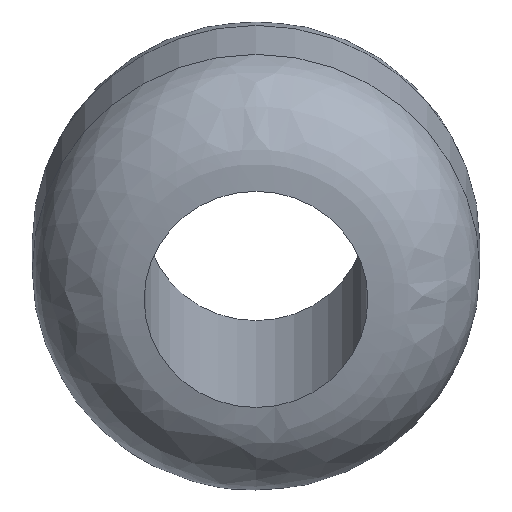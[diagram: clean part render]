
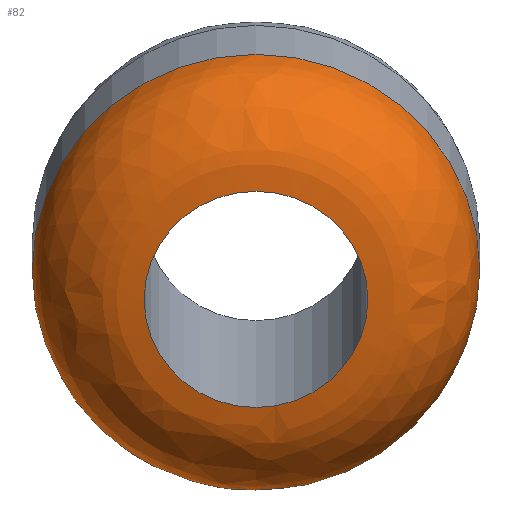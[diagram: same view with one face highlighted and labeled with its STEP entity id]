
A CAD part, left-side view. The second image highlights one B-rep face of the part: STEP entity #82.
In plain terms, the highlighted free-form (B-spline) face has degree [2, 2] with [3, 9] control points.
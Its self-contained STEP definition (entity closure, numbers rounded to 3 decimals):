
#23=FACE_OUTER_BOUND('',#27,.T.);
#27=EDGE_LOOP('',(#68,#69,#70,#71,#72));
#34=CIRCLE('',#104,2.);
#35=CIRCLE('',#105,2.);
#36=CIRCLE('',#106,1.);
#37=CIRCLE('',#107,1.);
#42=VERTEX_POINT('',#173);
#43=VERTEX_POINT('',#175);
#44=VERTEX_POINT('',#205);
#51=EDGE_CURVE('',#43,#42,#34,.T.);
#52=EDGE_CURVE('',#42,#43,#35,.T.);
#53=EDGE_CURVE('',#43,#44,#36,.T.);
#54=EDGE_CURVE('',#44,#44,#37,.T.);
#68=ORIENTED_EDGE('',*,*,#51,.T.);
#69=ORIENTED_EDGE('',*,*,#52,.T.);
#70=ORIENTED_EDGE('',*,*,#53,.T.);
#71=ORIENTED_EDGE('',*,*,#54,.T.);
#72=ORIENTED_EDGE('',*,*,#53,.F.);
#79=(
BOUNDED_SURFACE()
B_SPLINE_SURFACE(2,2,((#178,#179,#180,#181,#182,#183,#184,#185,#186),(#187,
#188,#189,#190,#191,#192,#193,#194,#195),(#196,#197,#198,#199,#200,#201,
#202,#203,#204)),.UNSPECIFIED.,.F.,.T.,.F.)
B_SPLINE_SURFACE_WITH_KNOTS((3,3),(3,2,2,2,3),(0.,1.571),
(-3.142,-1.571,0.,1.571,3.142),
 .UNSPECIFIED.)
GEOMETRIC_REPRESENTATION_ITEM()
RATIONAL_B_SPLINE_SURFACE(((1.,0.707,1.,0.707,1.,
0.707,1.,0.707,1.),(0.707,0.5,
0.707,0.5,0.707,0.5,
0.707,0.5,0.707),(1.,0.707,
1.,0.707,1.,0.707,1.,0.707,1.)))
REPRESENTATION_ITEM('')
SURFACE()
);
#82=ADVANCED_FACE('',(#23),#79,.F.);
#104=AXIS2_PLACEMENT_3D('',#176,#124,#125);
#105=AXIS2_PLACEMENT_3D('',#177,#126,#127);
#106=AXIS2_PLACEMENT_3D('',#206,#128,#129);
#107=AXIS2_PLACEMENT_3D('',#207,#130,#131);
#124=DIRECTION('center_axis',(-0.966,0.,-0.259));
#125=DIRECTION('ref_axis',(0.,-1.,0.));
#126=DIRECTION('center_axis',(-0.966,0.,-0.259));
#127=DIRECTION('ref_axis',(0.,-1.,0.));
#128=DIRECTION('center_axis',(0.,1.,0.));
#129=DIRECTION('ref_axis',(0.259,0.,-0.966));
#130=DIRECTION('center_axis',(0.966,0.,0.259));
#131=DIRECTION('ref_axis',(-0.259,0.,0.966));
#173=CARTESIAN_POINT('',(7.757,3.727,0.555));
#175=CARTESIAN_POINT('',(8.275,1.727,-1.377));
#176=CARTESIAN_POINT('Origin',(7.757,1.727,0.555));
#177=CARTESIAN_POINT('Origin',(7.757,1.727,0.555));
#178=CARTESIAN_POINT('Ctrl Pts',(8.275,1.727,-1.377));
#179=CARTESIAN_POINT('Ctrl Pts',(8.275,-0.273,-1.377));
#180=CARTESIAN_POINT('Ctrl Pts',(7.757,-0.273,0.555));
#181=CARTESIAN_POINT('Ctrl Pts',(7.24,-0.273,2.487));
#182=CARTESIAN_POINT('Ctrl Pts',(7.24,1.727,2.487));
#183=CARTESIAN_POINT('Ctrl Pts',(7.24,3.727,2.487));
#184=CARTESIAN_POINT('Ctrl Pts',(7.757,3.727,0.555));
#185=CARTESIAN_POINT('Ctrl Pts',(8.275,3.727,-1.377));
#186=CARTESIAN_POINT('Ctrl Pts',(8.275,1.727,-1.377));
#187=CARTESIAN_POINT('Ctrl Pts',(7.309,1.727,-1.636));
#188=CARTESIAN_POINT('Ctrl Pts',(7.309,-0.273,-1.636));
#189=CARTESIAN_POINT('Ctrl Pts',(6.791,-0.273,0.296));
#190=CARTESIAN_POINT('Ctrl Pts',(6.274,-0.273,2.228));
#191=CARTESIAN_POINT('Ctrl Pts',(6.274,1.727,2.228));
#192=CARTESIAN_POINT('Ctrl Pts',(6.274,3.727,2.228));
#193=CARTESIAN_POINT('Ctrl Pts',(6.791,3.727,0.296));
#194=CARTESIAN_POINT('Ctrl Pts',(7.309,3.727,-1.636));
#195=CARTESIAN_POINT('Ctrl Pts',(7.309,1.727,-1.636));
#196=CARTESIAN_POINT('Ctrl Pts',(7.05,1.727,-0.67));
#197=CARTESIAN_POINT('Ctrl Pts',(7.05,0.727,-0.67));
#198=CARTESIAN_POINT('Ctrl Pts',(6.791,0.727,0.296));
#199=CARTESIAN_POINT('Ctrl Pts',(6.533,0.727,1.262));
#200=CARTESIAN_POINT('Ctrl Pts',(6.533,1.727,1.262));
#201=CARTESIAN_POINT('Ctrl Pts',(6.533,2.727,1.262));
#202=CARTESIAN_POINT('Ctrl Pts',(6.791,2.727,0.296));
#203=CARTESIAN_POINT('Ctrl Pts',(7.05,2.727,-0.67));
#204=CARTESIAN_POINT('Ctrl Pts',(7.05,1.727,-0.67));
#205=CARTESIAN_POINT('',(7.05,1.727,-0.67));
#206=CARTESIAN_POINT('Origin',(8.016,1.727,-0.411));
#207=CARTESIAN_POINT('Origin',(6.791,1.727,0.296));
